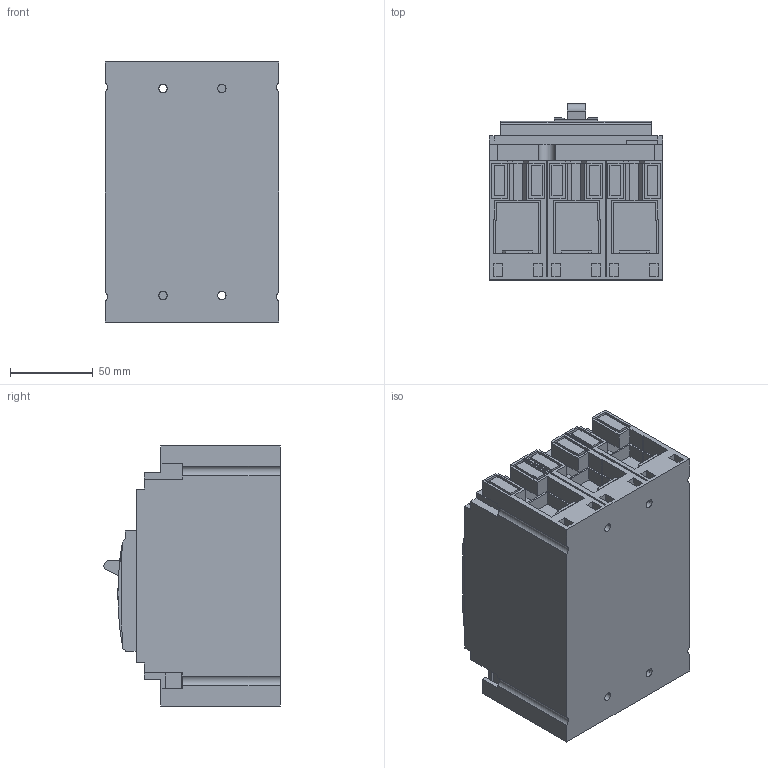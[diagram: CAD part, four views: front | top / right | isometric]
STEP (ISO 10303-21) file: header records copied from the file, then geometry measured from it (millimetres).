
FILE_DESCRIPTION((''),'2;1');
FILE_NAME('ASM0001_ASM','2023-05-03T08:17:23',('klemen.sitar'),('Audax d.o.o.'),'CREO PARAMETRIC BY PTC INC, 2021304','CREO PARAMETRIC BY PTC INC, 2021304','');
FILE_SCHEMA(('AP242_MANAGED_MODEL_BASED_3D_ENGINEERING_MIM_LF { 1 0 10303 442 1 1 4 }'));
Length unit declared in the file: millimetre
Products named in the file (15): P1-1_1_1; PRT0002_1_1_2_1; PRT0002_1_1_2_2; PRT0002_1_1_2_3; PRT0002_1_1_2_4; PRT0002_1_1_2_5; PRT0002_1_1_2_6; PRT0002_1_1_2_ASM; PRT0003_1_1; PRT0004_1_1; PART1_1_1_1_1; PART1_1_2_1_1; PART1_1_3_1_1; PRT0006; ASM0001_ASM
Assembly tree (14 placements, depth 3):
  ASM0001_ASM
    P1-1_1_1
    PRT0002_1_1_2_ASM
      PRT0002_1_1_2_1
      PRT0002_1_1_2_2
      PRT0002_1_1_2_3
      PRT0002_1_1_2_4
      PRT0002_1_1_2_5
      PRT0002_1_1_2_6
    PRT0003_1_1
    PRT0004_1_1
    PART1_1_1_1_1
    PART1_1_2_1_1
    PART1_1_3_1_1
    PRT0006
Bounding box: 105 x 106.55 x 157 mm (x, y, z)
Volume: 1254154.4 mm3; surface area: 143481.8 mm2
Topology: 13 solids, 14 shells, 1132 faces, 3121 edges, 2070 vertices
Faces by surface type: plane 916, cylinder 122, extrusion 94
Entity records: 47423 total; most frequent: CARTESIAN_POINT 7865, ORIENTED_EDGE 6242, DIRECTION 5371, EDGE_CURVE 3121, VECTOR 2513, LINE 2419, VERTEX_POINT 2081, PRESENTATION_STYLE_ASSIGNMENT 1757
